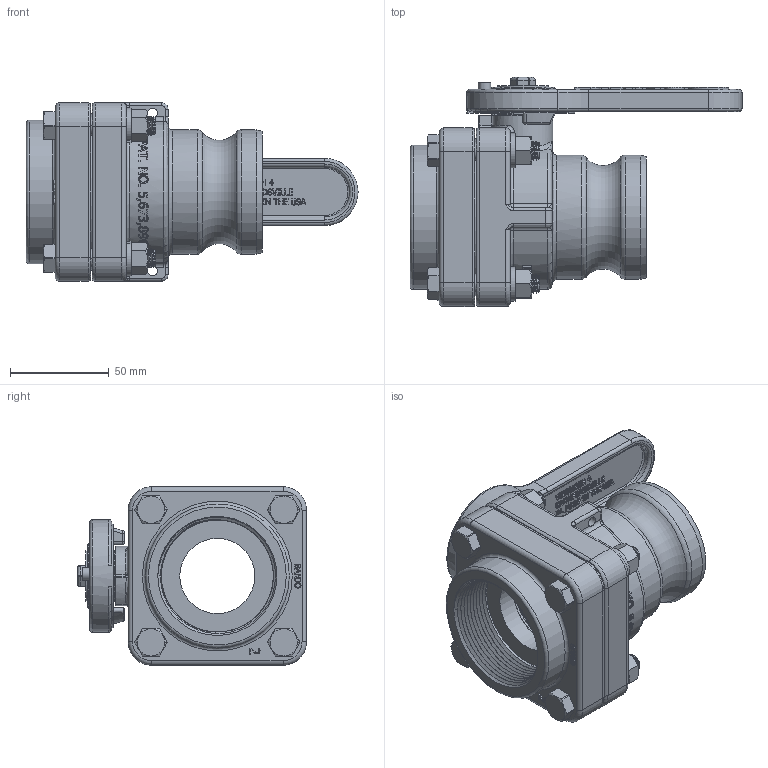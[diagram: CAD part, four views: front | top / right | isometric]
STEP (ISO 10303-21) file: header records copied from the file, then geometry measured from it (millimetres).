
FILE_DESCRIPTION(/* description */ ('2"MLE ADPT X 2"FML NPT 1-1/2FP '),/* implementation_level */ '2;1');
FILE_NAME(/* name */ 'VSF200.stp',/* time_stamp */ '2018-09-28T14:21:32-04:00',/* author */ ('MEG'),/* organization */ (''),/* preprocessor_version */ 'ST-DEVELOPER v17',/* originating_system */ 'Autodesk Inventor 2018',/* authorisation */ '');
FILE_SCHEMA (('AUTOMOTIVE_DESIGN { 1 0 10303 214 3 1 1 }'));
Products named in the file (19): VSF200; VF20254; VXF20254; V20010SS; V20018; V20019; V20020; V20021; V21204; VS20151; V20151; V20060; VS20152SH; VS20255; VS20255M; V20255BX; VS20258A; VS20256; VX20256
Assembly tree (29 placements, depth 4):
  VSF200
    VF20254
      VXF20254
    V20010SS  x4
    V20018  x4
    V20019  x4
    V20020
    V20021
    V20060
    V21204
    VS20151
      V20151
      V20060
    VS20152SH
    VS20255
      VS20255M
        V20255BX
    VS20258A  x2
    VS20256
      VX20256
Bounding box: 168.26 x 116.1 x 90.42 mm (x, y, z)
Volume: 456523.6 mm3; surface area: 150202.7 mm2
Topology: 25 solids, 25 shells, 2512 faces, 6219 edges, 3879 vertices
Faces by surface type: plane 942, cylinder 611, cone 463, bspline 406, torus 85, sphere 5
Full cylindrical faces by diameter (mm): 2.997 x1, 3.302 x2, 4.978 x1, 5.08 x2, 6.35 x1, 7.144 x1, 8.915 x4, 9.525 x4, 10.312 x8, 18.923 x1, 19.05 x2, 19.304 x1, 23.812 x2, 24.13 x1, 25.4 x2, 25.908 x1, 26.416 x1, 32.512 x1, 38.1 x5, 39.192 x2, 43.18 x2, 50.698 x2, 50.876 x2, 56.791 x8, 57.15 x1, 63.043 x2, 72.898 x1, 74.93 x1, 79.502 x1, 80.01 x1
Entity records: 66334 total; most frequent: CARTESIAN_POINT 23082, ORIENTED_EDGE 9466, DIRECTION 7685, EDGE_CURVE 4733, VERTEX_POINT 3070, LINE 2771, VECTOR 2771, AXIS2_PLACEMENT_3D 2457
